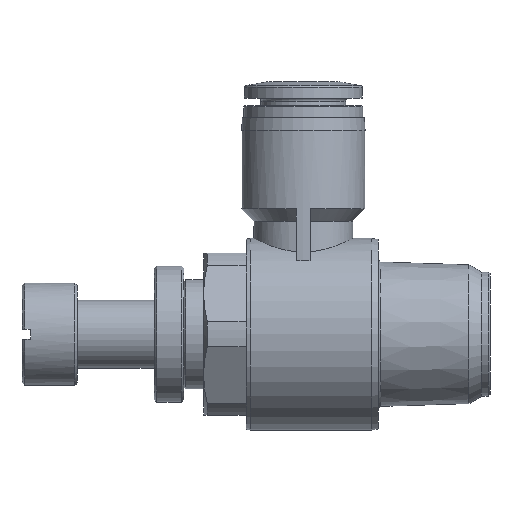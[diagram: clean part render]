
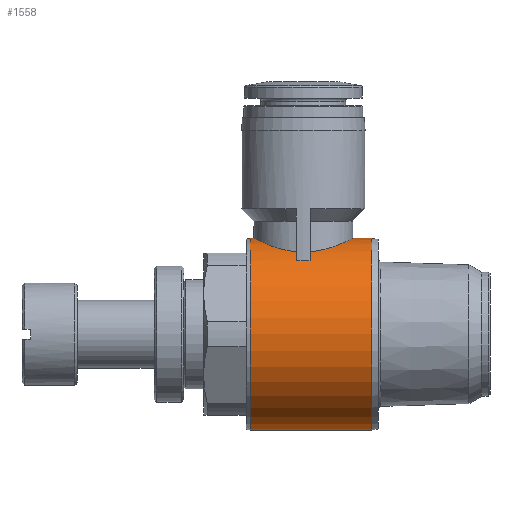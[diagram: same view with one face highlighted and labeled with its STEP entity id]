
A CAD part, left-side view. The second image highlights one B-rep face of the part: STEP entity #1558.
In plain terms, the highlighted cylindrical face has radius 11.25 mm (diameter 22.5 mm), a full revolution.
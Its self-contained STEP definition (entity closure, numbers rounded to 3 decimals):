
#34=CYLINDRICAL_SURFACE('',#1676,11.25);
#63=B_SPLINE_CURVE_WITH_KNOTS('',3,(#2261,#2262,#2263,#2264,#2265,#2266,
#2267,#2268,#2269,#2270,#2271),.UNSPECIFIED.,.F.,.F.,(4,1,1,1,1,1,1,1,4),
(0.001,0.003,0.005,0.007,
0.009,0.011,0.013,0.016,
0.018),.UNSPECIFIED.);
#64=B_SPLINE_CURVE_WITH_KNOTS('',3,(#2277,#2278,#2279,#2280,#2281,#2282,
#2283,#2284,#2285),.UNSPECIFIED.,.F.,.F.,(4,1,1,1,1,1,4),(0.019,
0.023,0.026,0.028,0.03,
0.032,0.036),.UNSPECIFIED.);
#65=B_SPLINE_CURVE_WITH_KNOTS('',3,(#2299,#2300,#2301,#2302),
 .UNSPECIFIED.,.F.,.F.,(4,4),(0.03,0.032),
 .UNSPECIFIED.);
#66=B_SPLINE_CURVE_WITH_KNOTS('',3,(#2310,#2311,#2312,#2313),
 .UNSPECIFIED.,.F.,.F.,(4,4),(0.007,0.009),
 .UNSPECIFIED.);
#293=ORIENTED_EDGE('',*,*,#519,.F.);
#294=ORIENTED_EDGE('',*,*,#520,.T.);
#295=ORIENTED_EDGE('',*,*,#484,.T.);
#296=ORIENTED_EDGE('',*,*,#516,.T.);
#297=ORIENTED_EDGE('',*,*,#497,.T.);
#298=ORIENTED_EDGE('',*,*,#515,.T.);
#299=ORIENTED_EDGE('',*,*,#487,.T.);
#300=ORIENTED_EDGE('',*,*,#518,.T.);
#301=ORIENTED_EDGE('',*,*,#493,.T.);
#302=ORIENTED_EDGE('',*,*,#517,.T.);
#484=EDGE_CURVE('',#605,#603,#63,.T.);
#487=EDGE_CURVE('',#607,#608,#64,.T.);
#493=EDGE_CURVE('',#614,#613,#65,.T.);
#497=EDGE_CURVE('',#618,#617,#66,.T.);
#515=EDGE_CURVE('',#617,#607,#695,.F.);
#516=EDGE_CURVE('',#603,#618,#696,.F.);
#517=EDGE_CURVE('',#613,#605,#697,.F.);
#518=EDGE_CURVE('',#608,#614,#698,.F.);
#519=EDGE_CURVE('',#631,#631,#699,.T.);
#520=EDGE_CURVE('',#632,#632,#700,.T.);
#603=VERTEX_POINT('',#2259);
#605=VERTEX_POINT('',#2272);
#607=VERTEX_POINT('',#2286);
#608=VERTEX_POINT('',#2287);
#613=VERTEX_POINT('',#2298);
#614=VERTEX_POINT('',#2303);
#617=VERTEX_POINT('',#2309);
#618=VERTEX_POINT('',#2314);
#631=VERTEX_POINT('',#2379);
#632=VERTEX_POINT('',#2381);
#695=CIRCLE('',#1669,11.25);
#696=CIRCLE('',#1671,11.25);
#697=CIRCLE('',#1673,11.25);
#698=CIRCLE('',#1675,11.25);
#699=CIRCLE('',#1677,11.25);
#700=CIRCLE('',#1678,11.25);
#783=EDGE_LOOP('',(#293));
#784=EDGE_LOOP('',(#294));
#785=EDGE_LOOP('',(#295,#296,#297,#298,#299,#300,#301,#302));
#900=FACE_BOUND('',#783,.T.);
#901=FACE_BOUND('',#784,.T.);
#902=FACE_BOUND('',#785,.T.);
#1558=ADVANCED_FACE('',(#900,#901,#902),#34,.T.);
#1669=AXIS2_PLACEMENT_3D('',#2370,#1913,#1914);
#1671=AXIS2_PLACEMENT_3D('',#2372,#1917,#1918);
#1673=AXIS2_PLACEMENT_3D('',#2374,#1921,#1922);
#1675=AXIS2_PLACEMENT_3D('',#2376,#1925,#1926);
#1676=AXIS2_PLACEMENT_3D('',#2377,#1927,#1928);
#1677=AXIS2_PLACEMENT_3D('',#2378,#1929,#1930);
#1678=AXIS2_PLACEMENT_3D('',#2380,#1931,#1932);
#1913=DIRECTION('',(0.,1.,0.));
#1914=DIRECTION('',(0.,0.,1.));
#1917=DIRECTION('',(0.,-1.,0.));
#1918=DIRECTION('',(0.,0.,-1.));
#1921=DIRECTION('',(0.,-1.,0.));
#1922=DIRECTION('',(0.,0.,-1.));
#1925=DIRECTION('',(0.,1.,0.));
#1926=DIRECTION('',(0.,0.,1.));
#1927=DIRECTION('',(0.,-1.,0.));
#1928=DIRECTION('',(0.,0.,-1.));
#1929=DIRECTION('',(0.,-1.,0.));
#1930=DIRECTION('',(0.,0.,-1.));
#1931=DIRECTION('',(0.,-1.,0.));
#1932=DIRECTION('',(0.,0.,-1.));
#2259=CARTESIAN_POINT('',(5.745,-32.2,9.673));
#2261=CARTESIAN_POINT('',(-5.745,-32.2,9.673));
#2262=CARTESIAN_POINT('',(-5.648,-31.506,9.73));
#2263=CARTESIAN_POINT('',(-5.198,-30.16,9.998));
#2264=CARTESIAN_POINT('',(-3.904,-28.55,10.594));
#2265=CARTESIAN_POINT('',(-2.121,-27.466,11.109));
#2266=CARTESIAN_POINT('',(-0.008,-27.068,11.32));
#2267=CARTESIAN_POINT('',(2.116,-27.462,11.111));
#2268=CARTESIAN_POINT('',(3.907,-28.552,10.593));
#2269=CARTESIAN_POINT('',(5.199,-30.164,9.997));
#2270=CARTESIAN_POINT('',(5.648,-31.505,9.73));
#2271=CARTESIAN_POINT('',(5.745,-32.2,9.673));
#2272=CARTESIAN_POINT('',(-5.745,-32.2,9.673));
#2277=CARTESIAN_POINT('',(5.745,-33.8,9.673));
#2278=CARTESIAN_POINT('',(5.549,-35.201,9.789));
#2279=CARTESIAN_POINT('',(4.496,-37.094,10.423));
#2280=CARTESIAN_POINT('',(2.118,-38.535,11.11));
#2281=CARTESIAN_POINT('',(0.004,-38.932,11.32));
#2282=CARTESIAN_POINT('',(-2.115,-38.537,11.112));
#2283=CARTESIAN_POINT('',(-4.504,-37.085,10.42));
#2284=CARTESIAN_POINT('',(-5.548,-35.21,9.789));
#2285=CARTESIAN_POINT('',(-5.745,-33.8,9.673));
#2286=CARTESIAN_POINT('',(5.745,-33.8,9.673));
#2287=CARTESIAN_POINT('',(-5.745,-33.8,9.673));
#2298=CARTESIAN_POINT('',(-7.206,-32.2,8.639));
#2299=CARTESIAN_POINT('',(-7.206,-33.8,8.639));
#2300=CARTESIAN_POINT('',(-7.264,-33.272,8.591));
#2301=CARTESIAN_POINT('',(-7.265,-32.736,8.59));
#2302=CARTESIAN_POINT('',(-7.206,-32.2,8.639));
#2303=CARTESIAN_POINT('',(-7.206,-33.8,8.639));
#2309=CARTESIAN_POINT('',(7.206,-33.8,8.639));
#2310=CARTESIAN_POINT('',(7.206,-32.2,8.639));
#2311=CARTESIAN_POINT('',(7.264,-32.729,8.59));
#2312=CARTESIAN_POINT('',(7.264,-33.273,8.591));
#2313=CARTESIAN_POINT('',(7.206,-33.8,8.639));
#2314=CARTESIAN_POINT('',(7.206,-32.2,8.639));
#2370=CARTESIAN_POINT('',(0.,-33.8,0.));
#2372=CARTESIAN_POINT('',(0.,-32.2,0.));
#2374=CARTESIAN_POINT('',(0.,-32.2,0.));
#2376=CARTESIAN_POINT('',(0.,-33.8,0.));
#2377=CARTESIAN_POINT('',(0.,-54.9,0.));
#2378=CARTESIAN_POINT('',(0.,-41.012,0.));
#2379=CARTESIAN_POINT('',(0.,-41.012,-11.25));
#2380=CARTESIAN_POINT('',(0.,-26.792,0.));
#2381=CARTESIAN_POINT('',(0.,-26.792,-11.25));
